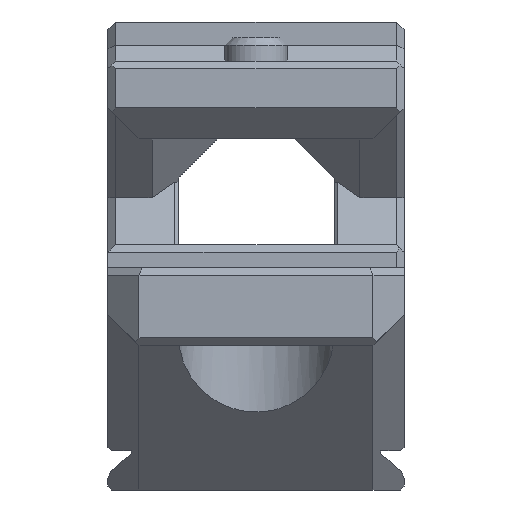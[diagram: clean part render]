
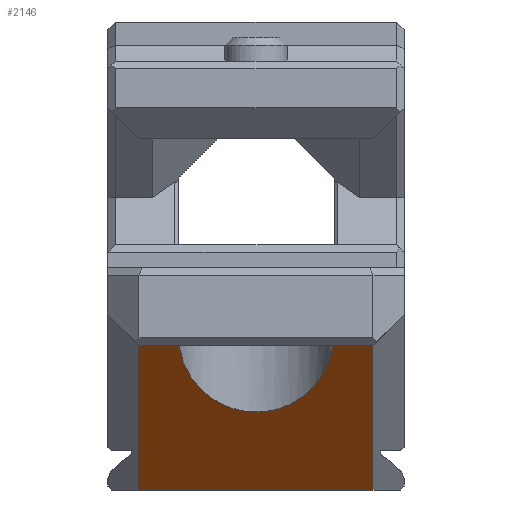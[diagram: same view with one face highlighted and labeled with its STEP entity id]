
A CAD part, left-side view. The second image highlights one B-rep face of the part: STEP entity #2146.
In plain terms, the highlighted planar face has unit normal (-0.707, 0, -0.707).
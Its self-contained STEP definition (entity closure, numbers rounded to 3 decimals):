
#1368=CARTESIAN_POINT('',(-103.5,115.,-45.));
#1369=VERTEX_POINT('',#1368);
#1444=CARTESIAN_POINT('',(-103.5,85.,-45.));
#1445=VERTEX_POINT('',#1444);
#1452=CARTESIAN_POINT('',(-103.5,85.,-45.));
#1453=DIRECTION('',(-0.,1.,0.));
#1454=VECTOR('',#1453,30.);
#1455=LINE('',#1452,#1454);
#1456=EDGE_CURVE('',#1445,#1369,#1455,.T.);
#2099=CARTESIAN_POINT('',(-120.25,156.5,-28.25));
#2100=DIRECTION('',(-0.707,0.,-0.707));
#2101=DIRECTION('',(-0.707,0.,0.707));
#2102=AXIS2_PLACEMENT_3D('',#2099,#2100,#2101);
#2103=PLANE('',#2102);
#2104=CARTESIAN_POINT('',(-122.,109.887,-26.5));
#2105=VERTEX_POINT('',#2104);
#2106=CARTESIAN_POINT('',(-122.,90.113,-26.5));
#2107=VERTEX_POINT('',#2106);
#2108=CARTESIAN_POINT('',(-123.5,100.,-25.));
#2109=DIRECTION('',(-0.707,0.,-0.707));
#2110=DIRECTION('',(0.707,0.,-0.707));
#2111=AXIS2_PLACEMENT_3D('',#2108,#2109,#2110);
#2112=ELLIPSE('',#2111,14.142,10.);
#2113=EDGE_CURVE('',#2105,#2107,#2112,.T.);
#2114=ORIENTED_EDGE('',*,*,#2113,.F.);
#2115=CARTESIAN_POINT('',(-122.,115.,-26.5));
#2116=VERTEX_POINT('',#2115);
#2117=CARTESIAN_POINT('',(-122.,109.887,-26.5));
#2118=DIRECTION('',(-0.,1.,0.));
#2119=VECTOR('',#2118,5.113);
#2120=LINE('',#2117,#2119);
#2121=EDGE_CURVE('',#2105,#2116,#2120,.T.);
#2122=ORIENTED_EDGE('',*,*,#2121,.T.);
#2123=CARTESIAN_POINT('',(-122.,115.,-26.5));
#2124=DIRECTION('',(0.707,0.,-0.707));
#2125=VECTOR('',#2124,26.163);
#2126=LINE('',#2123,#2125);
#2127=EDGE_CURVE('',#2116,#1369,#2126,.T.);
#2128=ORIENTED_EDGE('',*,*,#2127,.T.);
#2129=ORIENTED_EDGE('',*,*,#1456,.F.);
#2130=CARTESIAN_POINT('',(-122.,85.,-26.5));
#2131=VERTEX_POINT('',#2130);
#2132=CARTESIAN_POINT('',(-103.5,85.,-45.));
#2133=DIRECTION('',(-0.707,-0.,0.707));
#2134=VECTOR('',#2133,26.163);
#2135=LINE('',#2132,#2134);
#2136=EDGE_CURVE('',#1445,#2131,#2135,.T.);
#2137=ORIENTED_EDGE('',*,*,#2136,.T.);
#2138=CARTESIAN_POINT('',(-122.,85.,-26.5));
#2139=DIRECTION('',(-0.,1.,0.));
#2140=VECTOR('',#2139,5.113);
#2141=LINE('',#2138,#2140);
#2142=EDGE_CURVE('',#2131,#2107,#2141,.T.);
#2143=ORIENTED_EDGE('',*,*,#2142,.T.);
#2144=EDGE_LOOP('',(#2114,#2122,#2128,#2129,#2137,#2143));
#2145=FACE_BOUND('',#2144,.T.);
#2146=ADVANCED_FACE('',(#2145),#2103,.T.);
